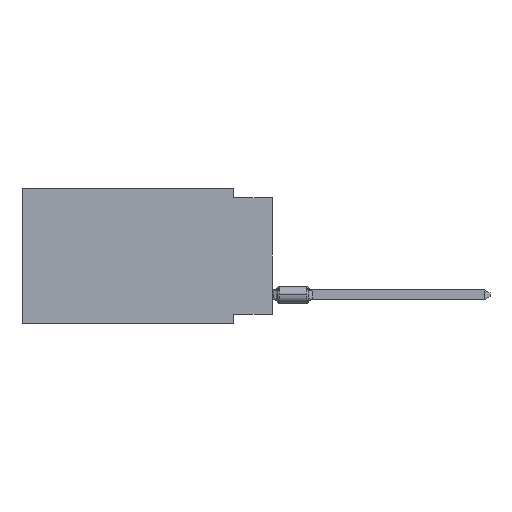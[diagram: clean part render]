
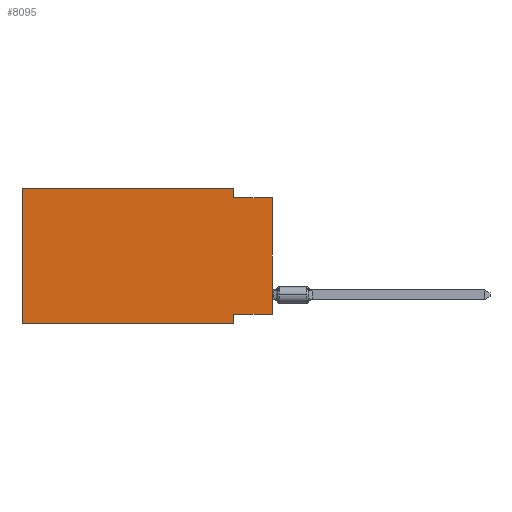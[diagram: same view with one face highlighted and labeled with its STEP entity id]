
A CAD part, left-side view. The second image highlights one B-rep face of the part: STEP entity #8095.
In plain terms, the highlighted planar face has unit normal (-1, 0, 0).
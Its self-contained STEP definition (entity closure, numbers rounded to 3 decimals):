
#232 = LINE ( 'NONE', #7781, #17787 ) ;
#282 = VECTOR ( 'NONE', #16091, 1000. ) ;
#1141 = VERTEX_POINT ( 'NONE', #18726 ) ;
#1550 = EDGE_CURVE ( 'NONE', #7768, #1947, #5825, .T. ) ;
#1738 = EDGE_LOOP ( 'NONE', ( #11394, #7038, #15554, #13567, #13595, #7826, #15195, #19614 ) ) ;
#1785 = DIRECTION ( 'NONE',  ( 0., 0., 1. ) ) ;
#1947 = VERTEX_POINT ( 'NONE', #5805 ) ;
#2039 = CARTESIAN_POINT ( 'NONE',  ( 0., 0., -0.635 ) ) ;
#2518 = VECTOR ( 'NONE', #6376, 1000. ) ;
#3117 = VERTEX_POINT ( 'NONE', #12317 ) ;
#3462 = EDGE_CURVE ( 'NONE', #18135, #3645, #11272, .T. ) ;
#3645 = VERTEX_POINT ( 'NONE', #17724 ) ;
#4144 = LINE ( 'NONE', #14589, #10274 ) ;
#4263 = CARTESIAN_POINT ( 'NONE',  ( 0., 2.54, 0. ) ) ;
#4551 = EDGE_CURVE ( 'NONE', #3117, #1141, #13250, .T. ) ;
#5307 = CARTESIAN_POINT ( 'NONE',  ( 0., 0., 0. ) ) ;
#5805 = CARTESIAN_POINT ( 'NONE',  ( 0., 2.54, -0.635 ) ) ;
#5825 = LINE ( 'NONE', #17954, #282 ) ;
#5837 = EDGE_CURVE ( 'NONE', #18135, #3117, #232, .T. ) ;
#6004 = DIRECTION ( 'NONE',  ( 1., 0., 0. ) ) ;
#6376 = DIRECTION ( 'NONE',  ( 0., -1., 0. ) ) ;
#6585 = LINE ( 'NONE', #2039, #9750 ) ;
#7014 = CARTESIAN_POINT ( 'NONE',  ( 0., 0., -8.255 ) ) ;
#7038 = ORIENTED_EDGE ( 'NONE', *, *, #13846, .F. ) ;
#7155 = VECTOR ( 'NONE', #10070, 1000. ) ;
#7421 = CARTESIAN_POINT ( 'NONE',  ( 0., 16.383, -8.89 ) ) ;
#7611 = CARTESIAN_POINT ( 'NONE',  ( 0., 16.383, 0. ) ) ;
#7614 = AXIS2_PLACEMENT_3D ( 'NONE', #7611, #6004, #9385 ) ;
#7768 = VERTEX_POINT ( 'NONE', #4263 ) ;
#7781 = CARTESIAN_POINT ( 'NONE',  ( 0., 0., -8.255 ) ) ;
#7826 = ORIENTED_EDGE ( 'NONE', *, *, #15599, .T. ) ;
#8095 = ADVANCED_FACE ( 'NONE', ( #9292 ), #15272, .F. ) ;
#9292 = FACE_OUTER_BOUND ( 'NONE', #1738, .T. ) ;
#9385 = DIRECTION ( 'NONE',  ( 0., 0., -1. ) ) ;
#9662 = EDGE_CURVE ( 'NONE', #11471, #7768, #4144, .T. ) ;
#9750 = VECTOR ( 'NONE', #15448, 1000. ) ;
#10070 = DIRECTION ( 'NONE',  ( 0., 0., -1. ) ) ;
#10274 = VECTOR ( 'NONE', #10289, 1000. ) ;
#10289 = DIRECTION ( 'NONE',  ( 0., -1., 0. ) ) ;
#11213 = CARTESIAN_POINT ( 'NONE',  ( 0., 16.383, 0. ) ) ;
#11254 = CARTESIAN_POINT ( 'NONE',  ( 0., 16.383, 0. ) ) ;
#11272 = LINE ( 'NONE', #5307, #13157 ) ;
#11394 = ORIENTED_EDGE ( 'NONE', *, *, #3462, .T. ) ;
#11471 = VERTEX_POINT ( 'NONE', #11254 ) ;
#12317 = CARTESIAN_POINT ( 'NONE',  ( 0., 2.54, -8.255 ) ) ;
#13157 = VECTOR ( 'NONE', #18634, 1000. ) ;
#13250 = LINE ( 'NONE', #13351, #7155 ) ;
#13268 = VERTEX_POINT ( 'NONE', #7421 ) ;
#13351 = CARTESIAN_POINT ( 'NONE',  ( 0., 2.54, -8.89 ) ) ;
#13567 = ORIENTED_EDGE ( 'NONE', *, *, #9662, .F. ) ;
#13595 = ORIENTED_EDGE ( 'NONE', *, *, #15734, .F. ) ;
#13846 = EDGE_CURVE ( 'NONE', #1947, #3645, #6585, .T. ) ;
#13940 = CARTESIAN_POINT ( 'NONE',  ( 0., 16.383, -8.89 ) ) ;
#13950 = DIRECTION ( 'NONE',  ( 0., 1., 0. ) ) ;
#14589 = CARTESIAN_POINT ( 'NONE',  ( 0., 16.383, 0. ) ) ;
#14912 = VECTOR ( 'NONE', #1785, 1000. ) ;
#15195 = ORIENTED_EDGE ( 'NONE', *, *, #4551, .F. ) ;
#15272 = PLANE ( 'NONE',  #7614 ) ;
#15448 = DIRECTION ( 'NONE',  ( 0., -1., 0. ) ) ;
#15554 = ORIENTED_EDGE ( 'NONE', *, *, #1550, .F. ) ;
#15599 = EDGE_CURVE ( 'NONE', #13268, #1141, #18604, .T. ) ;
#15734 = EDGE_CURVE ( 'NONE', #13268, #11471, #16895, .T. ) ;
#16091 = DIRECTION ( 'NONE',  ( 0., 0., -1. ) ) ;
#16895 = LINE ( 'NONE', #11213, #14912 ) ;
#17724 = CARTESIAN_POINT ( 'NONE',  ( 0., 0., -0.635 ) ) ;
#17787 = VECTOR ( 'NONE', #13950, 1000. ) ;
#17954 = CARTESIAN_POINT ( 'NONE',  ( 0., 2.54, 0. ) ) ;
#18135 = VERTEX_POINT ( 'NONE', #7014 ) ;
#18604 = LINE ( 'NONE', #13940, #2518 ) ;
#18634 = DIRECTION ( 'NONE',  ( 0., 0., 1. ) ) ;
#18726 = CARTESIAN_POINT ( 'NONE',  ( 0., 2.54, -8.89 ) ) ;
#19614 = ORIENTED_EDGE ( 'NONE', *, *, #5837, .F. ) ;
